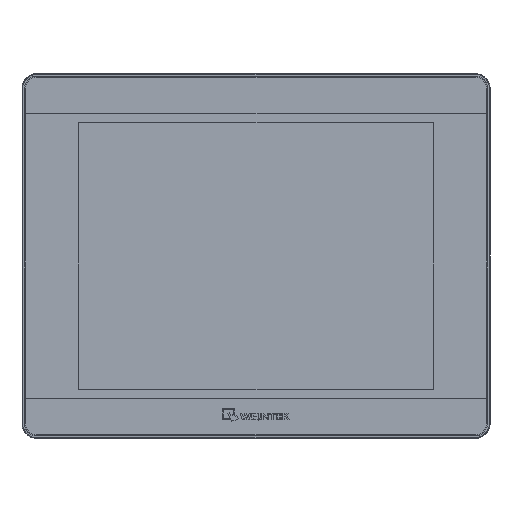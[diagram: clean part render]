
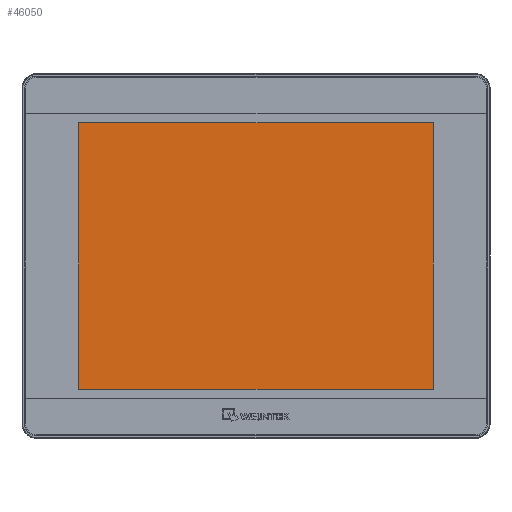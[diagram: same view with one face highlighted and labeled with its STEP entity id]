
A CAD part, top view. The second image highlights one B-rep face of the part: STEP entity #46050.
In plain terms, the highlighted planar face has unit normal (0, 0, 1).
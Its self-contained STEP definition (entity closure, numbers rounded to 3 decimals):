
#29432 = EDGE_LOOP ( 'NONE', ( #39452, #39454, #39456, #39458 ) ) ;
#35437 = AXIS2_PLACEMENT_3D ( 'NONE', #36189, #36196, #36197 ) ;
#36189 = CARTESIAN_POINT ( 'NONE',  ( 122.1, 93.35, 7.33 ) ) ;
#36193 = FACE_OUTER_BOUND ( 'NONE', #29432, .T. ) ;
#36194 = PLANE ( 'NONE',  #35437 ) ;
#36196 = DIRECTION ( 'NONE',  ( 0., 0., 1. ) ) ;
#36197 = DIRECTION ( 'NONE',  ( 0., -1., 0. ) ) ;
#38931 = VECTOR ( 'NONE', #87301, 1000. ) ;
#38933 = VECTOR ( 'NONE', #87299, 1000. ) ;
#38936 = VECTOR ( 'NONE', #87304, 1000. ) ;
#38937 = VECTOR ( 'NONE', #87308, 1000. ) ;
#39452 = ORIENTED_EDGE ( 'NONE', *, *, #45911, .F. ) ;
#39454 = ORIENTED_EDGE ( 'NONE', *, *, #45912, .F. ) ;
#39456 = ORIENTED_EDGE ( 'NONE', *, *, #45913, .F. ) ;
#39458 = ORIENTED_EDGE ( 'NONE', *, *, #45914, .F. ) ;
#45911 = EDGE_CURVE ( 'NONE', #89298, #89245, #87296, .T. ) ;
#45912 = EDGE_CURVE ( 'NONE', #89086, #89298, #87284, .T. ) ;
#45913 = EDGE_CURVE ( 'NONE', #89190, #89086, #87302, .T. ) ;
#45914 = EDGE_CURVE ( 'NONE', #89245, #89190, #87306, .T. ) ;
#46050 = ADVANCED_FACE ( 'NONE', ( #36193 ), #36194, .T. ) ;
#74224 = CARTESIAN_POINT ( 'NONE',  ( -98.8, 74.23, 7.33 ) ) ;
#74328 = CARTESIAN_POINT ( 'NONE',  ( -98.8, -74.23, 7.33 ) ) ;
#74383 = CARTESIAN_POINT ( 'NONE',  ( 98.8, -74.23, 7.33 ) ) ;
#74436 = CARTESIAN_POINT ( 'NONE',  ( 98.8, 74.23, 7.33 ) ) ;
#87284 = LINE ( 'NONE', #87300, #38931 ) ;
#87296 = LINE ( 'NONE', #87298, #38933 ) ;
#87298 = CARTESIAN_POINT ( 'NONE',  ( 98.8, 93.35, 7.33 ) ) ;
#87299 = DIRECTION ( 'NONE',  ( 0., -1., 0. ) ) ;
#87300 = CARTESIAN_POINT ( 'NONE',  ( 122.1, 74.23, 7.33 ) ) ;
#87301 = DIRECTION ( 'NONE',  ( 1., 0., 0. ) ) ;
#87302 = LINE ( 'NONE', #87303, #38936 ) ;
#87303 = CARTESIAN_POINT ( 'NONE',  ( -98.8, 93.35, 7.33 ) ) ;
#87304 = DIRECTION ( 'NONE',  ( 0., 1., 0. ) ) ;
#87306 = LINE ( 'NONE', #87307, #38937 ) ;
#87307 = CARTESIAN_POINT ( 'NONE',  ( 122.1, -74.23, 7.33 ) ) ;
#87308 = DIRECTION ( 'NONE',  ( -1., 0., 0. ) ) ;
#89086 = VERTEX_POINT ( 'NONE', #74224 ) ;
#89190 = VERTEX_POINT ( 'NONE', #74328 ) ;
#89245 = VERTEX_POINT ( 'NONE', #74383 ) ;
#89298 = VERTEX_POINT ( 'NONE', #74436 ) ;
